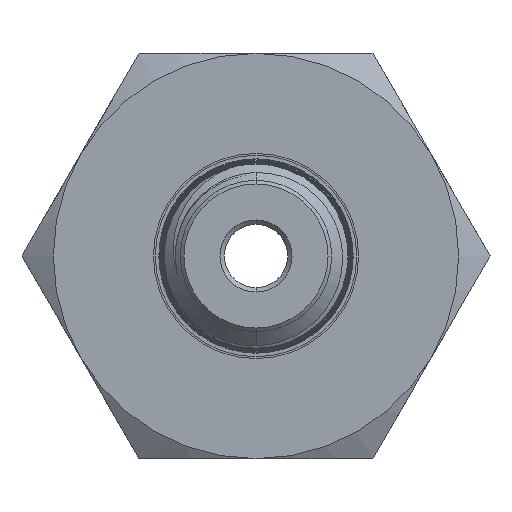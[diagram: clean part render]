
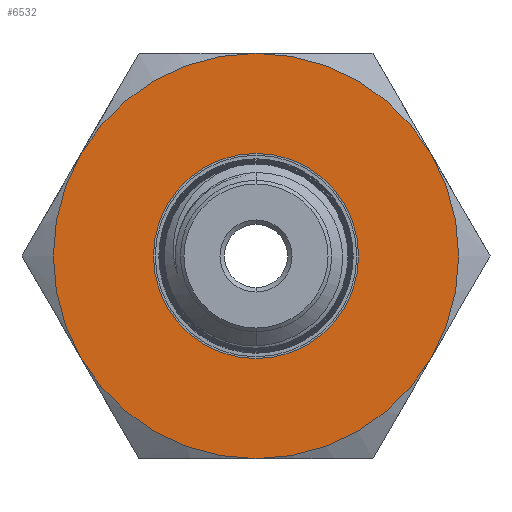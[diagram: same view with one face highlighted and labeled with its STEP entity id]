
A CAD part, left-side view. The second image highlights one B-rep face of the part: STEP entity #6532.
In plain terms, the highlighted planar face has unit normal (-1, 0, 0).
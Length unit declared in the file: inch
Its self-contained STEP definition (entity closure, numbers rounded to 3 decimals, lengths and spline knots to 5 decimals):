
#124 = EDGE_LOOP ( 'NONE', ( #284, #10545 ) ) ;
#284 = ORIENTED_EDGE ( 'NONE', *, *, #16629, .T. ) ;
#413 = CARTESIAN_POINT ( 'NONE',  ( -0.9445, -0.48714, -0.28125 ) ) ;
#543 = CARTESIAN_POINT ( 'NONE',  ( -0.9445, 0., 0. ) ) ;
#684 = CARTESIAN_POINT ( 'NONE',  ( -0.9445, 0., -0.5625 ) ) ;
#1281 = DIRECTION ( 'NONE',  ( 1., 0., 0. ) ) ;
#1430 = VERTEX_POINT ( 'NONE', #1865 ) ;
#1435 = CARTESIAN_POINT ( 'NONE',  ( -0.9445, 0., 0. ) ) ;
#1585 = CARTESIAN_POINT ( 'NONE',  ( -0.9445, 0.48714, -0.28125 ) ) ;
#1652 = DIRECTION ( 'NONE',  ( 0., 0., -1. ) ) ;
#1810 = AXIS2_PLACEMENT_3D ( 'NONE', #10371, #7313, #3112 ) ;
#1815 = CIRCLE ( 'NONE', #18000, 0.5625 ) ;
#1865 = CARTESIAN_POINT ( 'NONE',  ( -0.9445, 0., 0.5625 ) ) ;
#1985 = DIRECTION ( 'NONE',  ( 1., 0., 0. ) ) ;
#2182 = VERTEX_POINT ( 'NONE', #4148 ) ;
#2646 = DIRECTION ( 'NONE',  ( 0., 0., 1. ) ) ;
#3112 = DIRECTION ( 'NONE',  ( 0., 0., -1. ) ) ;
#3217 = AXIS2_PLACEMENT_3D ( 'NONE', #10640, #4826, #4952 ) ;
#3743 = DIRECTION ( 'NONE',  ( 1., 0., 0. ) ) ;
#3805 = DIRECTION ( 'NONE',  ( 0., 0., -1. ) ) ;
#3993 = VERTEX_POINT ( 'NONE', #7690 ) ;
#4145 = CARTESIAN_POINT ( 'NONE',  ( -0.9445, 0., 0. ) ) ;
#4148 = CARTESIAN_POINT ( 'NONE',  ( -0.9445, -0.48714, 0.28125 ) ) ;
#4549 = EDGE_CURVE ( 'NONE', #11457, #1430, #13550, .T. ) ;
#4622 = CIRCLE ( 'NONE', #15777, 0.28475 ) ;
#4826 = DIRECTION ( 'NONE',  ( 1., 0., 0. ) ) ;
#4952 = DIRECTION ( 'NONE',  ( 0., 0., -1. ) ) ;
#5039 = AXIS2_PLACEMENT_3D ( 'NONE', #1435, #7247, #11526 ) ;
#5114 = ORIENTED_EDGE ( 'NONE', *, *, #4549, .F. ) ;
#5502 = ORIENTED_EDGE ( 'NONE', *, *, #5958, .F. ) ;
#5509 = DIRECTION ( 'NONE',  ( 0., 0., -1. ) ) ;
#5741 = CARTESIAN_POINT ( 'NONE',  ( -0.9445, 0., -0.28475 ) ) ;
#5958 = EDGE_CURVE ( 'NONE', #1430, #2182, #18126, .T. ) ;
#6532 = ADVANCED_FACE ( 'NONE', ( #10326, #6535 ), #16611, .T. ) ;
#6535 = FACE_OUTER_BOUND ( 'NONE', #16036, .T. ) ;
#6885 = CARTESIAN_POINT ( 'NONE',  ( -0.9445, 0.28475, 0. ) ) ;
#6977 = CARTESIAN_POINT ( 'NONE',  ( -0.9445, 0., 0. ) ) ;
#7172 = EDGE_CURVE ( 'NONE', #2182, #11291, #1815, .T. ) ;
#7247 = DIRECTION ( 'NONE',  ( 1., 0., 0. ) ) ;
#7313 = DIRECTION ( 'NONE',  ( 1., 0., 0. ) ) ;
#7331 = ORIENTED_EDGE ( 'NONE', *, *, #7172, .F. ) ;
#7532 = VERTEX_POINT ( 'NONE', #1585 ) ;
#7598 = CIRCLE ( 'NONE', #3217, 0.5625 ) ;
#7690 = CARTESIAN_POINT ( 'NONE',  ( -0.9445, 0., 0.28475 ) ) ;
#8251 = CIRCLE ( 'NONE', #5039, 0.5625 ) ;
#8798 = AXIS2_PLACEMENT_3D ( 'NONE', #17091, #17147, #1652 ) ;
#10326 = FACE_BOUND ( 'NONE', #124, .T. ) ;
#10371 = CARTESIAN_POINT ( 'NONE',  ( -0.9445, 0., 0. ) ) ;
#10545 = ORIENTED_EDGE ( 'NONE', *, *, #17257, .T. ) ;
#10560 = EDGE_CURVE ( 'NONE', #11291, #12669, #7598, .T. ) ;
#10640 = CARTESIAN_POINT ( 'NONE',  ( -0.9445, 0., 0. ) ) ;
#10643 = ORIENTED_EDGE ( 'NONE', *, *, #12413, .F. ) ;
#10737 = CIRCLE ( 'NONE', #16973, 0.28475 ) ;
#10814 = CARTESIAN_POINT ( 'NONE',  ( -0.9445, 0.48714, 0.28125 ) ) ;
#11291 = VERTEX_POINT ( 'NONE', #413 ) ;
#11416 = ORIENTED_EDGE ( 'NONE', *, *, #14063, .F. ) ;
#11457 = VERTEX_POINT ( 'NONE', #10814 ) ;
#11526 = DIRECTION ( 'NONE',  ( 0., 0., -1. ) ) ;
#11639 = AXIS2_PLACEMENT_3D ( 'NONE', #543, #1985, #11949 ) ;
#11949 = DIRECTION ( 'NONE',  ( 0., 0., -1. ) ) ;
#12413 = EDGE_CURVE ( 'NONE', #12669, #7532, #8251, .T. ) ;
#12669 = VERTEX_POINT ( 'NONE', #684 ) ;
#12721 = DIRECTION ( 'NONE',  ( 0., 0., -1. ) ) ;
#12964 = CIRCLE ( 'NONE', #1810, 0.5625 ) ;
#13550 = CIRCLE ( 'NONE', #8798, 0.5625 ) ;
#13855 = DIRECTION ( 'NONE',  ( -1., 0., 0. ) ) ;
#14063 = EDGE_CURVE ( 'NONE', #7532, #11457, #12964, .T. ) ;
#15515 = VERTEX_POINT ( 'NONE', #5741 ) ;
#15777 = AXIS2_PLACEMENT_3D ( 'NONE', #4145, #17133, #12721 ) ;
#16036 = EDGE_LOOP ( 'NONE', ( #10643, #16128, #7331, #5502, #5114, #11416 ) ) ;
#16073 = AXIS2_PLACEMENT_3D ( 'NONE', #6885, #13855, #2646 ) ;
#16128 = ORIENTED_EDGE ( 'NONE', *, *, #10560, .F. ) ;
#16398 = CARTESIAN_POINT ( 'NONE',  ( -0.9445, 0., 0. ) ) ;
#16611 = PLANE ( 'NONE',  #16073 ) ;
#16629 = EDGE_CURVE ( 'NONE', #15515, #3993, #4622, .T. ) ;
#16973 = AXIS2_PLACEMENT_3D ( 'NONE', #6977, #3743, #3805 ) ;
#17091 = CARTESIAN_POINT ( 'NONE',  ( -0.9445, 0., 0. ) ) ;
#17133 = DIRECTION ( 'NONE',  ( 1., 0., 0. ) ) ;
#17147 = DIRECTION ( 'NONE',  ( 1., 0., 0. ) ) ;
#17257 = EDGE_CURVE ( 'NONE', #3993, #15515, #10737, .T. ) ;
#18000 = AXIS2_PLACEMENT_3D ( 'NONE', #16398, #1281, #5509 ) ;
#18126 = CIRCLE ( 'NONE', #11639, 0.5625 ) ;
